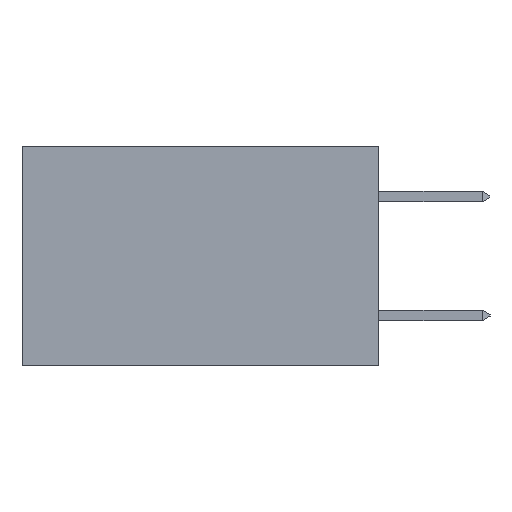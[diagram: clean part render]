
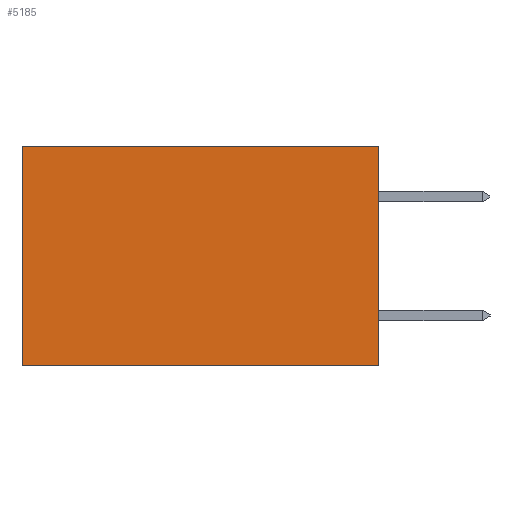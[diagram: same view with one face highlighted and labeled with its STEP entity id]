
A CAD part, left-side view. The second image highlights one B-rep face of the part: STEP entity #5185.
In plain terms, the highlighted planar face has unit normal (-1, 0, 0).
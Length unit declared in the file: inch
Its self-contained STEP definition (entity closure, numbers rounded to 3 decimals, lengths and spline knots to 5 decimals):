
#204 = VECTOR ( 'NONE', #9580, 39.37008 ) ;
#448 = VERTEX_POINT ( 'NONE', #11868 ) ;
#1138 = LINE ( 'NONE', #8034, #204 ) ;
#2531 = VECTOR ( 'NONE', #7609, 39.37008 ) ;
#2831 = AXIS2_PLACEMENT_3D ( 'NONE', #19137, #19131, #19073 ) ;
#3145 = DIRECTION ( 'NONE',  ( 0., 1., 0. ) ) ;
#3238 = CARTESIAN_POINT ( 'NONE',  ( 0.2615, 0., 0. ) ) ;
#3362 = EDGE_CURVE ( 'NONE', #448, #13428, #15529, .T. ) ;
#3370 = VECTOR ( 'NONE', #3145, 39.37008 ) ;
#4345 = VERTEX_POINT ( 'NONE', #16403 ) ;
#5185 = ADVANCED_FACE ( 'NONE', ( #19476 ), #19572, .F. ) ;
#6847 = ORIENTED_EDGE ( 'NONE', *, *, #3362, .T. ) ;
#7609 = DIRECTION ( 'NONE',  ( 0., 1., 0. ) ) ;
#8034 = CARTESIAN_POINT ( 'NONE',  ( 0.2615, 0., -0.37 ) ) ;
#8860 = EDGE_CURVE ( 'NONE', #4345, #16815, #17769, .T. ) ;
#8947 = VECTOR ( 'NONE', #14213, 39.37008 ) ;
#9580 = DIRECTION ( 'NONE',  ( 0., 0., -1. ) ) ;
#11868 = CARTESIAN_POINT ( 'NONE',  ( 0.2615, 0., 0. ) ) ;
#12514 = EDGE_LOOP ( 'NONE', ( #19219, #16421, #15629, #6847 ) ) ;
#12704 = CARTESIAN_POINT ( 'NONE',  ( 0.2615, 0.6, -0.37 ) ) ;
#13428 = VERTEX_POINT ( 'NONE', #13586 ) ;
#13586 = CARTESIAN_POINT ( 'NONE',  ( 0.2615, 0.6, 0. ) ) ;
#14213 = DIRECTION ( 'NONE',  ( 0., 0., -1. ) ) ;
#15529 = LINE ( 'NONE', #3238, #3370 ) ;
#15623 = EDGE_CURVE ( 'NONE', #448, #4345, #1138, .T. ) ;
#15629 = ORIENTED_EDGE ( 'NONE', *, *, #15623, .F. ) ;
#16403 = CARTESIAN_POINT ( 'NONE',  ( 0.2615, 0., -0.37 ) ) ;
#16421 = ORIENTED_EDGE ( 'NONE', *, *, #8860, .F. ) ;
#16714 = CARTESIAN_POINT ( 'NONE',  ( 0.2615, 0., -0.37 ) ) ;
#16815 = VERTEX_POINT ( 'NONE', #17853 ) ;
#17182 = EDGE_CURVE ( 'NONE', #13428, #16815, #17515, .T. ) ;
#17515 = LINE ( 'NONE', #12704, #8947 ) ;
#17769 = LINE ( 'NONE', #16714, #2531 ) ;
#17853 = CARTESIAN_POINT ( 'NONE',  ( 0.2615, 0.6, -0.37 ) ) ;
#19073 = DIRECTION ( 'NONE',  ( 0., 0., -1. ) ) ;
#19131 = DIRECTION ( 'NONE',  ( 1., 0., 0. ) ) ;
#19137 = CARTESIAN_POINT ( 'NONE',  ( 0.2615, 0., -0.37 ) ) ;
#19219 = ORIENTED_EDGE ( 'NONE', *, *, #17182, .T. ) ;
#19476 = FACE_OUTER_BOUND ( 'NONE', #12514, .T. ) ;
#19572 = PLANE ( 'NONE',  #2831 ) ;
